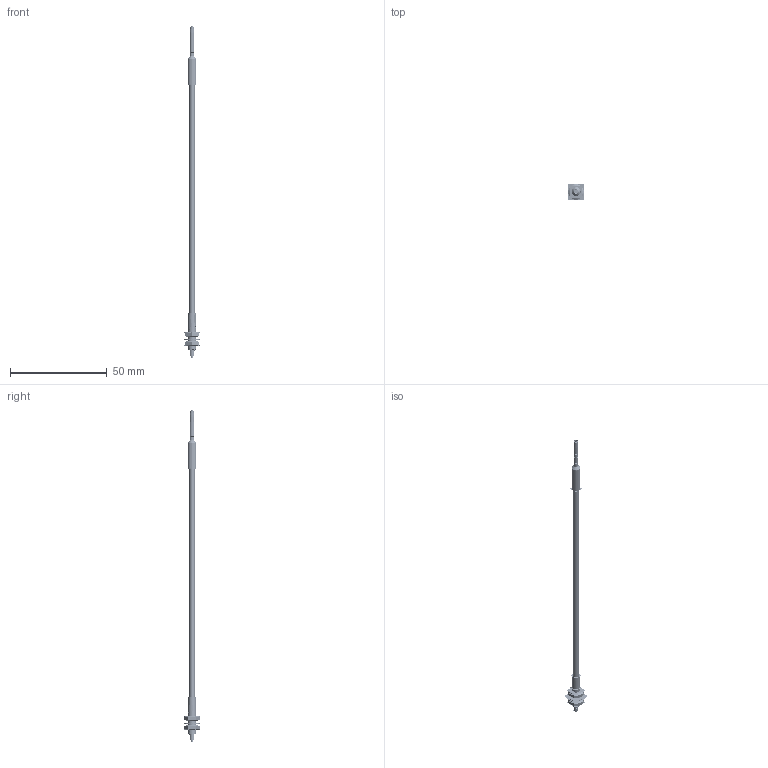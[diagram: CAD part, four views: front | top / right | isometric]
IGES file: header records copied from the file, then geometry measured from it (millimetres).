
Start section:  PTC IGES file: 161904.igs
Global section: file name: 161904.igs; native system: Pro/ENGINEER by Parametric Technology Corporation; preprocessor: 2009141; author: banengservice; organization: Unknown; date: 20120217.101404; units: millimetre
Bounding box: 8.32 x 8.32 x 171.33 mm (x, y, z)
Volume: 924.4 mm3; surface area: 32631.8 mm2
Topology: 9 solids, 12 shells, 1290 faces, 6408 edges, 8217 vertices
Faces by surface type: revolution 1026, bspline 264
